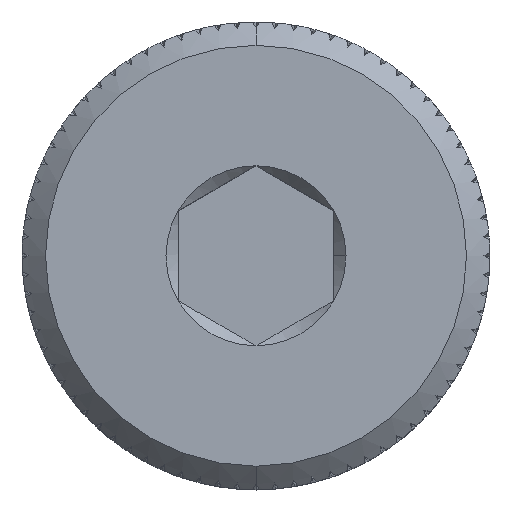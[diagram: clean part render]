
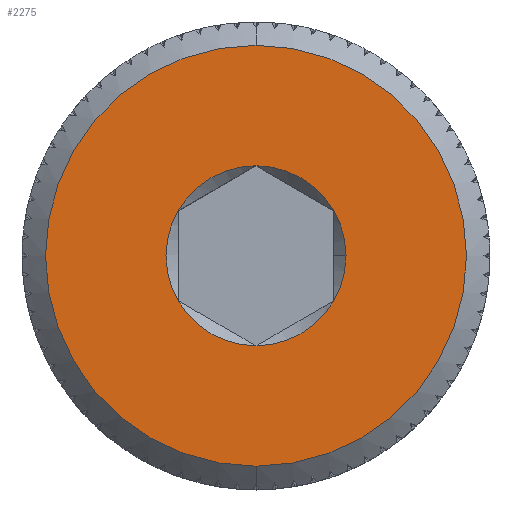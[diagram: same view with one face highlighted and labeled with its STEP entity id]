
A CAD part, top view. The second image highlights one B-rep face of the part: STEP entity #2275.
In plain terms, the highlighted planar face has unit normal (0, 0, 1).
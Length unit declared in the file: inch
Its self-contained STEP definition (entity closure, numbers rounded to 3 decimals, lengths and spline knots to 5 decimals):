
#394 = CARTESIAN_POINT ( 'NONE',  ( 0., 0., 1.53125 ) ) ;
#417 = DIRECTION ( 'NONE',  ( 1., 0., 0. ) ) ;
#451 = CIRCLE ( 'NONE', #862, 0.07217 ) ;
#518 = AXIS2_PLACEMENT_3D ( 'NONE', #10584, #4640, #11580 ) ;
#674 = DIRECTION ( 'NONE',  ( 0., 0., 1. ) ) ;
#862 = AXIS2_PLACEMENT_3D ( 'NONE', #6606, #674, #3757 ) ;
#954 = CARTESIAN_POINT ( 'NONE',  ( 0., 0., 1.53125 ) ) ;
#966 = CARTESIAN_POINT ( 'NONE',  ( 0., -0.16875, 1.53125 ) ) ;
#1026 = VERTEX_POINT ( 'NONE', #966 ) ;
#1088 = CIRCLE ( 'NONE', #3710, 0.07217 ) ;
#1098 = ORIENTED_EDGE ( 'NONE', *, *, #6496, .F. ) ;
#1404 = FACE_BOUND ( 'NONE', #7356, .T. ) ;
#1882 = AXIS2_PLACEMENT_3D ( 'NONE', #12333, #9366, #7264 ) ;
#2246 = EDGE_CURVE ( 'NONE', #5132, #11965, #1088, .T. ) ;
#2275 = ADVANCED_FACE ( 'NONE', ( #1404, #5424 ), #11508, .F. ) ;
#2356 = CARTESIAN_POINT ( 'NONE',  ( 0.07217, 0., 1.53125 ) ) ;
#2624 = CARTESIAN_POINT ( 'NONE',  ( 0.0625, -0.03608, 1.53125 ) ) ;
#2681 = VERTEX_POINT ( 'NONE', #2624 ) ;
#2713 = DIRECTION ( 'NONE',  ( 0., 0., -1. ) ) ;
#3191 = EDGE_CURVE ( 'NONE', #2681, #5132, #3561, .T. ) ;
#3317 = CARTESIAN_POINT ( 'NONE',  ( -0.0625, 0.03608, 1.53125 ) ) ;
#3561 = CIRCLE ( 'NONE', #4460, 0.07217 ) ;
#3710 = AXIS2_PLACEMENT_3D ( 'NONE', #12492, #5607, #12528 ) ;
#3757 = DIRECTION ( 'NONE',  ( 1., 0., 0. ) ) ;
#4030 = DIRECTION ( 'NONE',  ( 0., 0., 1. ) ) ;
#4119 = EDGE_CURVE ( 'NONE', #7170, #11232, #451, .T. ) ;
#4130 = CIRCLE ( 'NONE', #6025, 0.07217 ) ;
#4252 = CARTESIAN_POINT ( 'NONE',  ( 0., -0.07217, 1.53125 ) ) ;
#4460 = AXIS2_PLACEMENT_3D ( 'NONE', #10190, #5256, #10108 ) ;
#4589 = ORIENTED_EDGE ( 'NONE', *, *, #8547, .T. ) ;
#4640 = DIRECTION ( 'NONE',  ( 0., 0., 1. ) ) ;
#4735 = CIRCLE ( 'NONE', #9654, 0.16875 ) ;
#5132 = VERTEX_POINT ( 'NONE', #2356 ) ;
#5256 = DIRECTION ( 'NONE',  ( 0., 0., 1. ) ) ;
#5394 = ORIENTED_EDGE ( 'NONE', *, *, #12490, .F. ) ;
#5424 = FACE_OUTER_BOUND ( 'NONE', #11975, .T. ) ;
#5555 = DIRECTION ( 'NONE',  ( 0., 1., 0. ) ) ;
#5607 = DIRECTION ( 'NONE',  ( 0., 0., 1. ) ) ;
#5626 = CARTESIAN_POINT ( 'NONE',  ( 0., 0.16875, 1.53125 ) ) ;
#5678 = CARTESIAN_POINT ( 'NONE',  ( 0., 0.07217, 1.53125 ) ) ;
#6025 = AXIS2_PLACEMENT_3D ( 'NONE', #10140, #6377, #8246 ) ;
#6110 = CARTESIAN_POINT ( 'NONE',  ( 0.0625, 0.03608, 1.53125 ) ) ;
#6357 = CARTESIAN_POINT ( 'NONE',  ( 0., 0., 1.53125 ) ) ;
#6377 = DIRECTION ( 'NONE',  ( 0., 0., 1. ) ) ;
#6496 = EDGE_CURVE ( 'NONE', #11965, #7170, #4130, .T. ) ;
#6606 = CARTESIAN_POINT ( 'NONE',  ( 0., 0., 1.53125 ) ) ;
#7170 = VERTEX_POINT ( 'NONE', #5678 ) ;
#7264 = DIRECTION ( 'NONE',  ( 1., 0., 0. ) ) ;
#7356 = EDGE_LOOP ( 'NONE', ( #11149, #1098, #9889, #9652, #8172, #5394, #11848 ) ) ;
#7437 = AXIS2_PLACEMENT_3D ( 'NONE', #9537, #2713, #5555 ) ;
#7979 = DIRECTION ( 'NONE',  ( 0., -1., 0. ) ) ;
#8153 = DIRECTION ( 'NONE',  ( 0., -1., 0. ) ) ;
#8172 = ORIENTED_EDGE ( 'NONE', *, *, #12523, .F. ) ;
#8246 = DIRECTION ( 'NONE',  ( 1., 0., 0. ) ) ;
#8436 = CIRCLE ( 'NONE', #518, 0.07217 ) ;
#8547 = EDGE_CURVE ( 'NONE', #1026, #10802, #9837, .T. ) ;
#9001 = EDGE_CURVE ( 'NONE', #10802, #1026, #4735, .T. ) ;
#9142 = VERTEX_POINT ( 'NONE', #4252 ) ;
#9326 = DIRECTION ( 'NONE',  ( 0., 0., 1. ) ) ;
#9348 = VERTEX_POINT ( 'NONE', #11544 ) ;
#9366 = DIRECTION ( 'NONE',  ( 0., 0., 1. ) ) ;
#9410 = EDGE_CURVE ( 'NONE', #11232, #9348, #8436, .T. ) ;
#9537 = CARTESIAN_POINT ( 'NONE',  ( 0., 0.16875, 1.53125 ) ) ;
#9652 = ORIENTED_EDGE ( 'NONE', *, *, #3191, .F. ) ;
#9654 = AXIS2_PLACEMENT_3D ( 'NONE', #394, #9326, #8153 ) ;
#9835 = AXIS2_PLACEMENT_3D ( 'NONE', #6357, #11442, #417 ) ;
#9837 = CIRCLE ( 'NONE', #11863, 0.16875 ) ;
#9851 = CIRCLE ( 'NONE', #1882, 0.07217 ) ;
#9889 = ORIENTED_EDGE ( 'NONE', *, *, #2246, .F. ) ;
#10108 = DIRECTION ( 'NONE',  ( 1., 0., 0. ) ) ;
#10140 = CARTESIAN_POINT ( 'NONE',  ( 0., 0., 1.53125 ) ) ;
#10190 = CARTESIAN_POINT ( 'NONE',  ( 0., 0., 1.53125 ) ) ;
#10317 = CIRCLE ( 'NONE', #9835, 0.07217 ) ;
#10584 = CARTESIAN_POINT ( 'NONE',  ( 0., 0., 1.53125 ) ) ;
#10802 = VERTEX_POINT ( 'NONE', #5626 ) ;
#11149 = ORIENTED_EDGE ( 'NONE', *, *, #4119, .F. ) ;
#11232 = VERTEX_POINT ( 'NONE', #3317 ) ;
#11442 = DIRECTION ( 'NONE',  ( 0., 0., 1. ) ) ;
#11508 = PLANE ( 'NONE',  #7437 ) ;
#11544 = CARTESIAN_POINT ( 'NONE',  ( -0.0625, -0.03608, 1.53125 ) ) ;
#11580 = DIRECTION ( 'NONE',  ( 1., 0., 0. ) ) ;
#11848 = ORIENTED_EDGE ( 'NONE', *, *, #9410, .F. ) ;
#11863 = AXIS2_PLACEMENT_3D ( 'NONE', #954, #4030, #7979 ) ;
#11965 = VERTEX_POINT ( 'NONE', #6110 ) ;
#11975 = EDGE_LOOP ( 'NONE', ( #12124, #4589 ) ) ;
#12124 = ORIENTED_EDGE ( 'NONE', *, *, #9001, .T. ) ;
#12333 = CARTESIAN_POINT ( 'NONE',  ( 0., 0., 1.53125 ) ) ;
#12490 = EDGE_CURVE ( 'NONE', #9348, #9142, #10317, .T. ) ;
#12492 = CARTESIAN_POINT ( 'NONE',  ( 0., 0., 1.53125 ) ) ;
#12523 = EDGE_CURVE ( 'NONE', #9142, #2681, #9851, .T. ) ;
#12528 = DIRECTION ( 'NONE',  ( 1., 0., 0. ) ) ;
